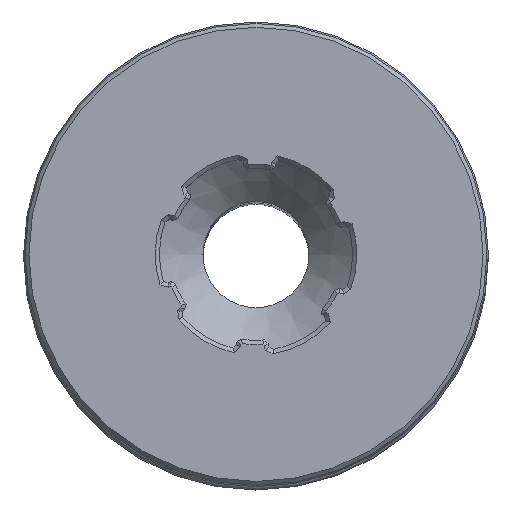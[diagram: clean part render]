
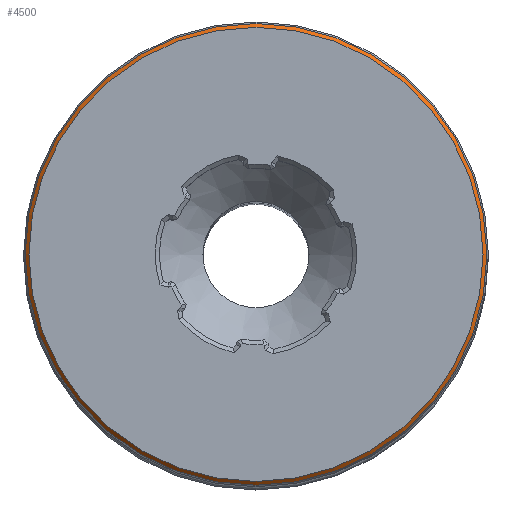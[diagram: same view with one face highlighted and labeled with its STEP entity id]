
A CAD part, top view. The second image highlights one B-rep face of the part: STEP entity #4500.
In plain terms, the highlighted conical face has half-angle 45 degrees and reference radius 21.65 mm.
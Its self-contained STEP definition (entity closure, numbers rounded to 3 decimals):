
#290=CONICAL_SURFACE('',#4941,21.65,0.785);
#569=FACE_OUTER_BOUND('',#847,.T.);
#847=EDGE_LOOP('',(#4070,#4071,#4072,#4073));
#1010=CIRCLE('',#4907,21.4);
#1016=CIRCLE('',#4940,21.759);
#1465=LINE('',#9369,#1790);
#1790=VECTOR('',#6102,21.65);
#2169=VERTEX_POINT('',#9303);
#2174=VERTEX_POINT('',#9365);
#2781=EDGE_CURVE('',#2169,#2169,#1010,.T.);
#2811=EDGE_CURVE('',#2174,#2174,#1016,.T.);
#2813=EDGE_CURVE('',#2169,#2174,#1465,.T.);
#4070=ORIENTED_EDGE('',*,*,#2781,.T.);
#4071=ORIENTED_EDGE('',*,*,#2813,.T.);
#4072=ORIENTED_EDGE('',*,*,#2811,.F.);
#4073=ORIENTED_EDGE('',*,*,#2813,.F.);
#4500=ADVANCED_FACE('',(#569),#290,.T.);
#4907=AXIS2_PLACEMENT_3D('',#9304,#6007,#6008);
#4940=AXIS2_PLACEMENT_3D('',#9366,#6097,#6098);
#4941=AXIS2_PLACEMENT_3D('',#9368,#6100,#6101);
#6007=DIRECTION('center_axis',(0.,0.,-1.));
#6008=DIRECTION('ref_axis',(0.,1.,0.));
#6097=DIRECTION('center_axis',(0.,0.,-1.));
#6098=DIRECTION('ref_axis',(0.,1.,0.));
#6100=DIRECTION('center_axis',(0.,0.,-1.));
#6101=DIRECTION('ref_axis',(0.,1.,0.));
#6102=DIRECTION('',(0.,-0.707,-0.707));
#9303=CARTESIAN_POINT('',(0.,-21.4,186.5));
#9304=CARTESIAN_POINT('Origin',(0.,0.,186.5));
#9365=CARTESIAN_POINT('',(0.,-21.759,186.141));
#9366=CARTESIAN_POINT('Origin',(0.,0.,186.141));
#9368=CARTESIAN_POINT('Origin',(0.,0.,186.25));
#9369=CARTESIAN_POINT('',(0.,-21.65,186.25));
